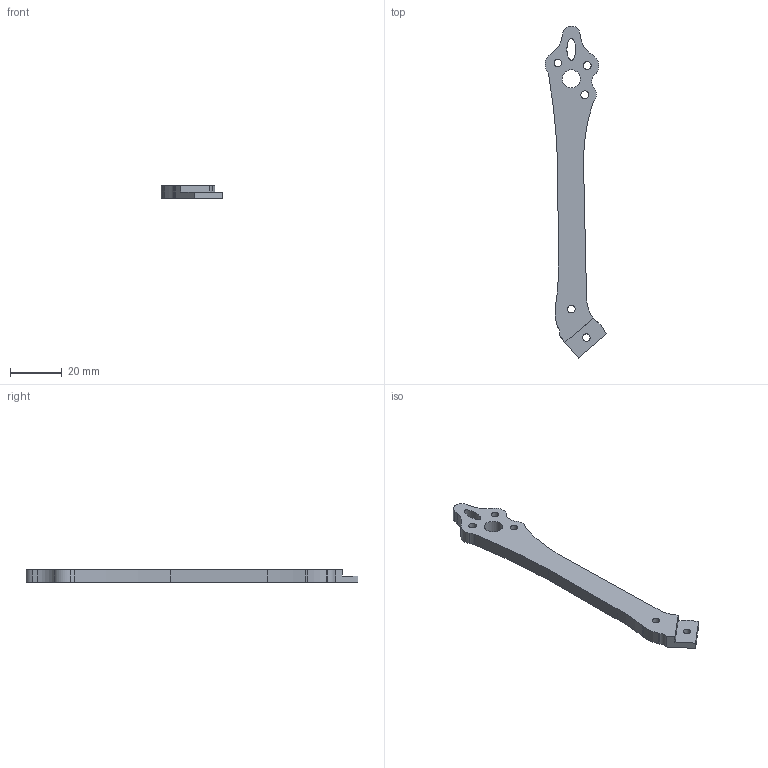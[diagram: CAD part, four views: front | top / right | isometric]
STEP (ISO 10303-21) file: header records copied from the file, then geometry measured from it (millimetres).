
FILE_DESCRIPTION(/* description */ (''),/* implementation_level */ '2;1');
FILE_NAME(/* name */ 'T_v7_Arm_5mm v2.step',/* time_stamp */ '2021-11-11T00:10:18-05:00',/* author */ (''),/* organization */ (''),/* preprocessor_version */ 'ST-DEVELOPER v18.1',/* originating_system */ 'Autodesk Translation Framework v10.10.0.1391',/* authorisation */ '');
FILE_SCHEMA (('AUTOMOTIVE_DESIGN { 1 0 10303 214 3 1 1 }'));
Length unit declared in the file: millimetre
Products named in the file (1): T_v7_Arm_5mm
Bounding box: 23.78 x 127.84 x 5 mm (x, y, z)
Volume: 6889.7 mm3; surface area: 4628.6 mm2
Topology: 1 solids, 1 shells, 39 faces, 111 edges, 74 vertices
Faces by surface type: cylinder 28, plane 10, bspline 1
Full cylindrical faces by diameter (mm): 2.9 x2, 3 x3, 7 x1
Entity records: 1385 total; most frequent: DIRECTION 248, CARTESIAN_POINT 242, ORIENTED_EDGE 222, EDGE_CURVE 111, AXIS2_PLACEMENT_3D 98, VERTEX_POINT 74, CIRCLE 57, EDGE_LOOP 53
